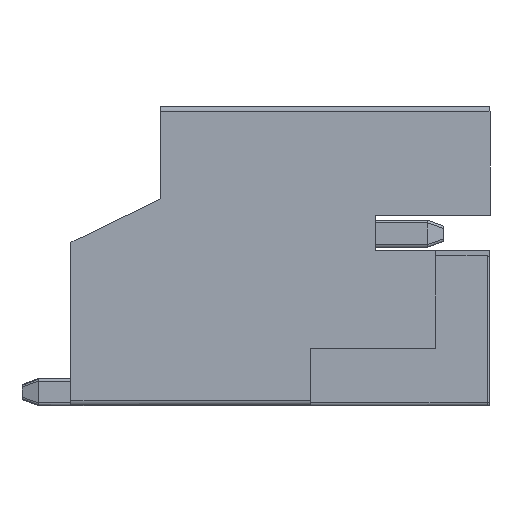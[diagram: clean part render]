
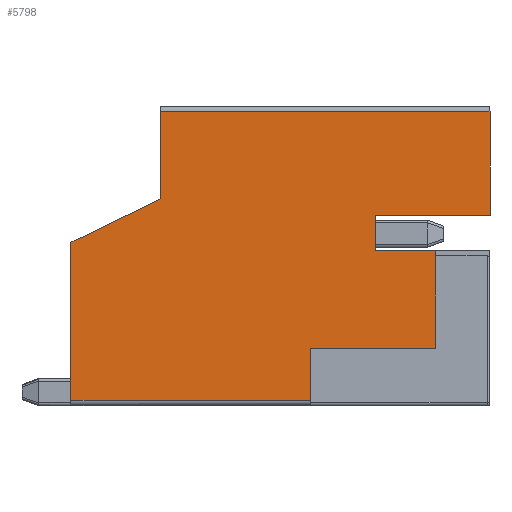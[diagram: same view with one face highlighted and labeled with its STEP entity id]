
A CAD part, left-side view. The second image highlights one B-rep face of the part: STEP entity #5798.
In plain terms, the highlighted planar face has unit normal (-1, 0, 0).
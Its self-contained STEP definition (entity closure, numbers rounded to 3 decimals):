
#191 = ORIENTED_EDGE ( 'NONE', *, *, #11405, .F. ) ;
#205 = VERTEX_POINT ( 'NONE', #3280 ) ;
#278 = CARTESIAN_POINT ( 'NONE',  ( -7., -0.65, 1.1 ) ) ;
#854 = CARTESIAN_POINT ( 'NONE',  ( -7., 1.65, 1.1 ) ) ;
#949 = CARTESIAN_POINT ( 'NONE',  ( -7., 6.05, 0.15 ) ) ;
#1000 = B_SPLINE_CURVE_WITH_KNOTS ( 'NONE', 1,
 ( #949, #3780 ),
 .UNSPECIFIED., .F., .F.,
 ( 2, 2 ),
 ( 0., 2.9 ),
 .UNSPECIFIED. ) ;
#1122 = DIRECTION ( 'NONE',  ( 0., 0., 1. ) ) ;
#1207 = B_SPLINE_CURVE_WITH_KNOTS ( 'NONE', 1,
 ( #10661, #16494 ),
 .UNSPECIFIED., .F., .F.,
 ( 2, 2 ),
 ( 0., 1.6 ),
 .UNSPECIFIED. ) ;
#1499 = B_SPLINE_CURVE_WITH_KNOTS ( 'NONE', 1,
 ( #2911, #8692 ),
 .UNSPECIFIED., .F., .F.,
 ( 2, 2 ),
 ( 0., 1.9 ),
 .UNSPECIFIED. ) ;
#1610 = CARTESIAN_POINT ( 'NONE',  ( -7., -0.65, 2.9 ) ) ;
#1700 = ORIENTED_EDGE ( 'NONE', *, *, #7635, .T. ) ;
#2047 = ORIENTED_EDGE ( 'NONE', *, *, #2437, .F. ) ;
#2437 = EDGE_CURVE ( 'NONE', #6290, #13866, #15444, .T. ) ;
#2557 = EDGE_CURVE ( 'NONE', #10901, #17152, #17687, .T. ) ;
#2565 = CARTESIAN_POINT ( 'NONE',  ( -7., -1.65, 5.45 ) ) ;
#2911 = CARTESIAN_POINT ( 'NONE',  ( -7., -1.65, 3.55 ) ) ;
#3060 = CARTESIAN_POINT ( 'NONE',  ( -7., -0.65, 2.9 ) ) ;
#3093 = CARTESIAN_POINT ( 'NONE',  ( -7., 4.4, 5.45 ) ) ;
#3280 = CARTESIAN_POINT ( 'NONE',  ( -7., -1.65, 3.55 ) ) ;
#3329 = B_SPLINE_CURVE_WITH_KNOTS ( 'NONE', 1,
 ( #7184, #17288 ),
 .UNSPECIFIED., .F., .F.,
 ( 2, 2 ),
 ( 0., 2.1 ),
 .UNSPECIFIED. ) ;
#3780 = CARTESIAN_POINT ( 'NONE',  ( -7., 6.05, 3.05 ) ) ;
#3846 = PLANE ( 'NONE',  #16559 ) ;
#3863 = B_SPLINE_CURVE_WITH_KNOTS ( 'NONE', 1,
 ( #4374, #12947 ),
 .UNSPECIFIED., .F., .F.,
 ( 2, 2 ),
 ( 0., 0.65 ),
 .UNSPECIFIED. ) ;
#4034 = CARTESIAN_POINT ( 'NONE',  ( -7., 4.4, 3.85 ) ) ;
#4336 = VERTEX_POINT ( 'NONE', #4034 ) ;
#4374 = CARTESIAN_POINT ( 'NONE',  ( -7., 0.45, 3.55 ) ) ;
#4780 = ORIENTED_EDGE ( 'NONE', *, *, #2557, .F. ) ;
#5022 = EDGE_CURVE ( 'NONE', #4336, #15873, #12817, .T. ) ;
#5053 = EDGE_CURVE ( 'NONE', #12424, #10901, #9169, .T. ) ;
#5420 = EDGE_CURVE ( 'NONE', #17152, #15873, #1000, .T. ) ;
#5798 = ADVANCED_FACE ( 'NONE', ( #9451 ), #3846, .T. ) ;
#6003 = ORIENTED_EDGE ( 'NONE', *, *, #5053, .F. ) ;
#6290 = VERTEX_POINT ( 'NONE', #3093 ) ;
#6362 = EDGE_CURVE ( 'NONE', #205, #13866, #1499, .T. ) ;
#6795 = B_SPLINE_CURVE_WITH_KNOTS ( 'NONE', 1,
 ( #14286, #14096 ),
 .UNSPECIFIED., .F., .F.,
 ( 2, 2 ),
 ( 0., 1.1 ),
 .UNSPECIFIED. ) ;
#6862 = CARTESIAN_POINT ( 'NONE',  ( -7., 1.65, 1.1 ) ) ;
#7184 = CARTESIAN_POINT ( 'NONE',  ( -7., -1.65, 3.55 ) ) ;
#7588 = CARTESIAN_POINT ( 'NONE',  ( -7., 1.65, 0.15 ) ) ;
#7635 = EDGE_CURVE ( 'NONE', #6290, #4336, #1207, .T. ) ;
#8370 = CARTESIAN_POINT ( 'NONE',  ( -7., 6.05, 3.05 ) ) ;
#8692 = CARTESIAN_POINT ( 'NONE',  ( -7., -1.65, 5.45 ) ) ;
#9036 = VERTEX_POINT ( 'NONE', #1610 ) ;
#9082 = CARTESIAN_POINT ( 'NONE',  ( -7., 6.05, 0.15 ) ) ;
#9169 = B_SPLINE_CURVE_WITH_KNOTS ( 'NONE', 1,
 ( #6862, #12738 ),
 .UNSPECIFIED., .F., .F.,
 ( 2, 2 ),
 ( 0., 0.95 ),
 .UNSPECIFIED. ) ;
#9451 = FACE_OUTER_BOUND ( 'NONE', #18207, .T. ) ;
#9650 = CARTESIAN_POINT ( 'NONE',  ( -7., -2.42, -0.38 ) ) ;
#10317 = CARTESIAN_POINT ( 'NONE',  ( -7., 1.65, 0.15 ) ) ;
#10393 = CARTESIAN_POINT ( 'NONE',  ( -7., 1.65, 1.1 ) ) ;
#10458 = VERTEX_POINT ( 'NONE', #278 ) ;
#10661 = CARTESIAN_POINT ( 'NONE',  ( -7., 4.4, 5.45 ) ) ;
#10901 = VERTEX_POINT ( 'NONE', #10317 ) ;
#11026 = ORIENTED_EDGE ( 'NONE', *, *, #5420, .F. ) ;
#11400 = ORIENTED_EDGE ( 'NONE', *, *, #12964, .F. ) ;
#11405 = EDGE_CURVE ( 'NONE', #9036, #10458, #12461, .T. ) ;
#12424 = VERTEX_POINT ( 'NONE', #10393 ) ;
#12461 = B_SPLINE_CURVE_WITH_KNOTS ( 'NONE', 1,
 ( #3060, #12948 ),
 .UNSPECIFIED., .F., .F.,
 ( 2, 2 ),
 ( 0., 1.8 ),
 .UNSPECIFIED. ) ;
#12647 = EDGE_CURVE ( 'NONE', #9036, #17565, #6795, .T. ) ;
#12723 = ORIENTED_EDGE ( 'NONE', *, *, #14379, .F. ) ;
#12738 = CARTESIAN_POINT ( 'NONE',  ( -7., 1.65, 0.15 ) ) ;
#12817 = B_SPLINE_CURVE_WITH_KNOTS ( 'NONE', 1,
 ( #17063, #8370 ),
 .UNSPECIFIED., .F., .F.,
 ( 2, 2 ),
 ( 0., 1.834 ),
 .UNSPECIFIED. ) ;
#12947 = CARTESIAN_POINT ( 'NONE',  ( -7., 0.45, 2.9 ) ) ;
#12948 = CARTESIAN_POINT ( 'NONE',  ( -7., -0.65, 1.1 ) ) ;
#12964 = EDGE_CURVE ( 'NONE', #10458, #12424, #17000, .T. ) ;
#13866 = VERTEX_POINT ( 'NONE', #2565 ) ;
#13878 = CARTESIAN_POINT ( 'NONE',  ( -7., -0.65, 1.1 ) ) ;
#14053 = ORIENTED_EDGE ( 'NONE', *, *, #6362, .T. ) ;
#14096 = CARTESIAN_POINT ( 'NONE',  ( -7., 0.45, 2.9 ) ) ;
#14134 = DIRECTION ( 'NONE',  ( -1., 0., 0. ) ) ;
#14286 = CARTESIAN_POINT ( 'NONE',  ( -7., -0.65, 2.9 ) ) ;
#14379 = EDGE_CURVE ( 'NONE', #205, #17822, #3329, .T. ) ;
#15345 = CARTESIAN_POINT ( 'NONE',  ( -7., 6.05, 3.05 ) ) ;
#15350 = CARTESIAN_POINT ( 'NONE',  ( -7., 0.45, 3.55 ) ) ;
#15444 = B_SPLINE_CURVE_WITH_KNOTS ( 'NONE', 1,
 ( #18460, #17051 ),
 .UNSPECIFIED., .F., .F.,
 ( 2, 2 ),
 ( 0., 6.05 ),
 .UNSPECIFIED. ) ;
#15639 = EDGE_CURVE ( 'NONE', #17822, #17565, #3863, .T. ) ;
#15747 = ORIENTED_EDGE ( 'NONE', *, *, #15639, .F. ) ;
#15873 = VERTEX_POINT ( 'NONE', #15345 ) ;
#16494 = CARTESIAN_POINT ( 'NONE',  ( -7., 4.4, 3.85 ) ) ;
#16559 = AXIS2_PLACEMENT_3D ( 'NONE', #9650, #14134, #1122 ) ;
#16920 = CARTESIAN_POINT ( 'NONE',  ( -7., 0.45, 2.9 ) ) ;
#16956 = ORIENTED_EDGE ( 'NONE', *, *, #5022, .T. ) ;
#17000 = B_SPLINE_CURVE_WITH_KNOTS ( 'NONE', 1,
 ( #13878, #854 ),
 .UNSPECIFIED., .F., .F.,
 ( 2, 2 ),
 ( 0., 2.3 ),
 .UNSPECIFIED. ) ;
#17051 = CARTESIAN_POINT ( 'NONE',  ( -7., -1.65, 5.45 ) ) ;
#17063 = CARTESIAN_POINT ( 'NONE',  ( -7., 4.4, 3.85 ) ) ;
#17152 = VERTEX_POINT ( 'NONE', #18471 ) ;
#17288 = CARTESIAN_POINT ( 'NONE',  ( -7., 0.45, 3.55 ) ) ;
#17565 = VERTEX_POINT ( 'NONE', #16920 ) ;
#17687 = B_SPLINE_CURVE_WITH_KNOTS ( 'NONE', 1,
 ( #7588, #9082 ),
 .UNSPECIFIED., .F., .F.,
 ( 2, 2 ),
 ( 0., 4.4 ),
 .UNSPECIFIED. ) ;
#17822 = VERTEX_POINT ( 'NONE', #15350 ) ;
#18207 = EDGE_LOOP ( 'NONE', ( #4780, #6003, #11400, #191, #18598, #15747, #12723, #14053, #2047, #1700, #16956, #11026 ) ) ;
#18460 = CARTESIAN_POINT ( 'NONE',  ( -7., 4.4, 5.45 ) ) ;
#18471 = CARTESIAN_POINT ( 'NONE',  ( -7., 6.05, 0.15 ) ) ;
#18598 = ORIENTED_EDGE ( 'NONE', *, *, #12647, .T. ) ;
